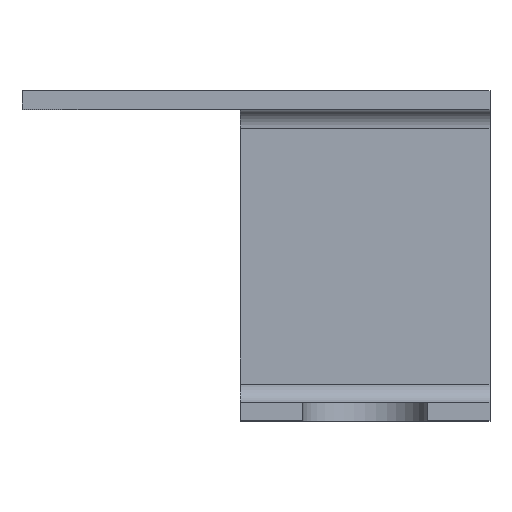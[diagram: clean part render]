
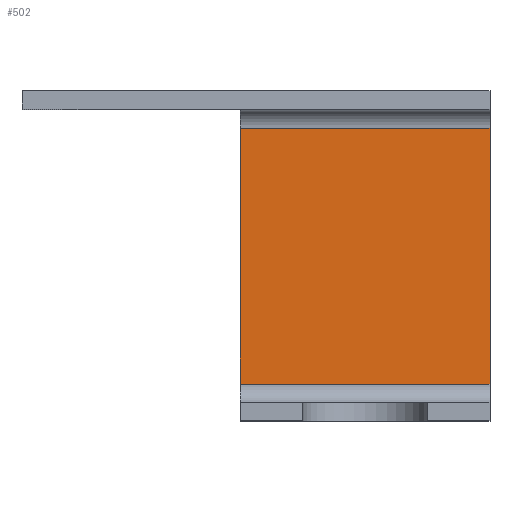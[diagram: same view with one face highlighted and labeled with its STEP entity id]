
A CAD part, top view. The second image highlights one B-rep face of the part: STEP entity #502.
In plain terms, the highlighted planar face has unit normal (0, 0, 1).
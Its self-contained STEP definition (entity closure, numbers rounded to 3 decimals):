
#149=ORIENTED_EDGE('',*,*,#227,.F.);
#150=ORIENTED_EDGE('',*,*,#245,.F.);
#151=ORIENTED_EDGE('',*,*,#239,.T.);
#152=ORIENTED_EDGE('',*,*,#246,.T.);
#227=EDGE_CURVE('',#289,#290,#336,.T.);
#239=EDGE_CURVE('',#293,#294,#345,.T.);
#245=EDGE_CURVE('',#293,#289,#347,.T.);
#246=EDGE_CURVE('',#294,#290,#348,.T.);
#289=VERTEX_POINT('',#795);
#290=VERTEX_POINT('',#797);
#293=VERTEX_POINT('',#820);
#294=VERTEX_POINT('',#821);
#336=LINE('',#796,#392);
#345=LINE('',#819,#401);
#347=LINE('',#830,#403);
#348=LINE('',#832,#404);
#392=VECTOR('',#636,1000.);
#401=VECTOR('',#667,1000.);
#403=VECTOR('',#679,1000.);
#404=VECTOR('',#682,1000.);
#429=EDGE_LOOP('',(#149,#150,#151,#152));
#457=FACE_BOUND('',#429,.T.);
#480=PLANE('',#555);
#502=ADVANCED_FACE('',(#457),#480,.T.);
#555=AXIS2_PLACEMENT_3D('',#831,#680,#681);
#636=DIRECTION('',(0.,-1.,0.));
#667=DIRECTION('',(0.,-1.,0.));
#679=DIRECTION('',(1.,0.,0.));
#680=DIRECTION('',(0.,0.,1.));
#681=DIRECTION('',(1.,0.,0.));
#682=DIRECTION('',(1.,0.,0.));
#795=CARTESIAN_POINT('',(37.5,-3.,-12.));
#796=CARTESIAN_POINT('',(37.5,-3.,-12.));
#797=CARTESIAN_POINT('',(37.5,-44.,-12.));
#819=CARTESIAN_POINT('',(-2.5,-3.,-12.));
#820=CARTESIAN_POINT('',(-2.5,-3.,-12.));
#821=CARTESIAN_POINT('',(-2.5,-44.,-12.));
#830=CARTESIAN_POINT('',(-2.5,-3.,-12.));
#831=CARTESIAN_POINT('',(-2.5,-3.,-12.));
#832=CARTESIAN_POINT('',(-2.5,-44.,-12.));
